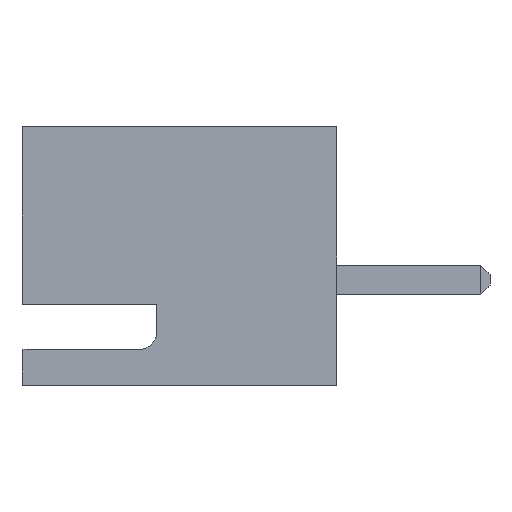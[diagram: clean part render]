
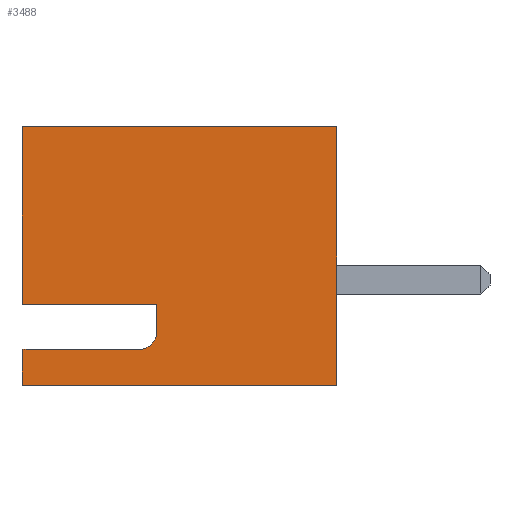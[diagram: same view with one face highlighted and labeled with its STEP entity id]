
A CAD part, left-side view. The second image highlights one B-rep face of the part: STEP entity #3488.
In plain terms, the highlighted planar face has unit normal (-1, 0, 0).
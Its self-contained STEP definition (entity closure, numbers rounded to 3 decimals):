
#118 = VERTEX_POINT ( 'NONE', #1591 ) ;
#188 = CARTESIAN_POINT ( 'NONE',  ( -6.2, 0., -2.875 ) ) ;
#400 = LINE ( 'NONE', #1346, #2336 ) ;
#426 = CARTESIAN_POINT ( 'NONE',  ( -6.2, 7., 2.875 ) ) ;
#436 = LINE ( 'NONE', #3029, #1645 ) ;
#460 = DIRECTION ( 'NONE',  ( -1., 0., 0. ) ) ;
#485 = VECTOR ( 'NONE', #3193, 1000. ) ;
#573 = DIRECTION ( 'NONE',  ( 0., -1., 0. ) ) ;
#682 = CARTESIAN_POINT ( 'NONE',  ( -6.2, 7., 2.875 ) ) ;
#693 = DIRECTION ( 'NONE',  ( 0., 0., 1. ) ) ;
#717 = ORIENTED_EDGE ( 'NONE', *, *, #782, .F. ) ;
#728 = AXIS2_PLACEMENT_3D ( 'NONE', #3168, #895, #3220 ) ;
#772 = VERTEX_POINT ( 'NONE', #1839 ) ;
#782 = EDGE_CURVE ( 'NONE', #118, #1573, #1355, .T. ) ;
#821 = LINE ( 'NONE', #2278, #1874 ) ;
#829 = EDGE_CURVE ( 'NONE', #772, #2285, #1633, .T. ) ;
#895 = DIRECTION ( 'NONE',  ( 1., 0., 0. ) ) ;
#896 = EDGE_LOOP ( 'NONE', ( #1038, #1093, #717, #3030, #1808, #3676, #3602, #3252, #3121 ) ) ;
#909 = VERTEX_POINT ( 'NONE', #426 ) ;
#984 = VERTEX_POINT ( 'NONE', #1944 ) ;
#992 = CIRCLE ( 'NONE', #1177, 0.4 ) ;
#1038 = ORIENTED_EDGE ( 'NONE', *, *, #3277, .F. ) ;
#1093 = ORIENTED_EDGE ( 'NONE', *, *, #3553, .F. ) ;
#1177 = AXIS2_PLACEMENT_3D ( 'NONE', #1909, #460, #2539 ) ;
#1266 = LINE ( 'NONE', #1714, #485 ) ;
#1346 = CARTESIAN_POINT ( 'NONE',  ( -6.2, 7., 2.875 ) ) ;
#1355 = LINE ( 'NONE', #682, #3011 ) ;
#1534 = LINE ( 'NONE', #3518, #2962 ) ;
#1573 = VERTEX_POINT ( 'NONE', #2974 ) ;
#1591 = CARTESIAN_POINT ( 'NONE',  ( -6.2, 7., -2.875 ) ) ;
#1633 = LINE ( 'NONE', #2129, #2077 ) ;
#1645 = VECTOR ( 'NONE', #3815, 1000. ) ;
#1714 = CARTESIAN_POINT ( 'NONE',  ( -6.2, 7., -1.075 ) ) ;
#1808 = ORIENTED_EDGE ( 'NONE', *, *, #3428, .T. ) ;
#1839 = CARTESIAN_POINT ( 'NONE',  ( -6.2, 4., -1.675 ) ) ;
#1846 = VERTEX_POINT ( 'NONE', #188 ) ;
#1850 = DIRECTION ( 'NONE',  ( 0., 0., 1. ) ) ;
#1874 = VECTOR ( 'NONE', #573, 1000. ) ;
#1909 = CARTESIAN_POINT ( 'NONE',  ( -6.2, 4.4, -1.675 ) ) ;
#1944 = CARTESIAN_POINT ( 'NONE',  ( -6.2, 0., 2.875 ) ) ;
#2052 = EDGE_CURVE ( 'NONE', #909, #984, #1534, .T. ) ;
#2077 = VECTOR ( 'NONE', #693, 1000. ) ;
#2111 = CARTESIAN_POINT ( 'NONE',  ( -6.2, 4., -1.075 ) ) ;
#2129 = CARTESIAN_POINT ( 'NONE',  ( -6.2, 4., -1.675 ) ) ;
#2278 = CARTESIAN_POINT ( 'NONE',  ( -6.2, 7., -2.075 ) ) ;
#2283 = CARTESIAN_POINT ( 'NONE',  ( -6.2, 4.4, -2.075 ) ) ;
#2285 = VERTEX_POINT ( 'NONE', #2111 ) ;
#2336 = VECTOR ( 'NONE', #2499, 1000. ) ;
#2499 = DIRECTION ( 'NONE',  ( 0., 0., 1. ) ) ;
#2506 = VERTEX_POINT ( 'NONE', #3696 ) ;
#2539 = DIRECTION ( 'NONE',  ( 0., 0., 1. ) ) ;
#2607 = DIRECTION ( 'NONE',  ( 0., -1., 0. ) ) ;
#2641 = DIRECTION ( 'NONE',  ( 0., -1., 0. ) ) ;
#2673 = EDGE_CURVE ( 'NONE', #118, #1846, #3020, .T. ) ;
#2687 = EDGE_CURVE ( 'NONE', #2285, #2506, #1266, .T. ) ;
#2831 = PLANE ( 'NONE',  #728 ) ;
#2846 = VECTOR ( 'NONE', #2607, 1000. ) ;
#2860 = VERTEX_POINT ( 'NONE', #2283 ) ;
#2883 = CARTESIAN_POINT ( 'NONE',  ( -6.2, 7., -2.875 ) ) ;
#2962 = VECTOR ( 'NONE', #2641, 1000. ) ;
#2974 = CARTESIAN_POINT ( 'NONE',  ( -6.2, 7., -2.075 ) ) ;
#3011 = VECTOR ( 'NONE', #1850, 1000. ) ;
#3020 = LINE ( 'NONE', #2883, #2846 ) ;
#3029 = CARTESIAN_POINT ( 'NONE',  ( -6.2, 0., 2.875 ) ) ;
#3030 = ORIENTED_EDGE ( 'NONE', *, *, #2673, .T. ) ;
#3121 = ORIENTED_EDGE ( 'NONE', *, *, #829, .F. ) ;
#3168 = CARTESIAN_POINT ( 'NONE',  ( -6.2, 7., 2.875 ) ) ;
#3193 = DIRECTION ( 'NONE',  ( 0., 1., 0. ) ) ;
#3220 = DIRECTION ( 'NONE',  ( 0., 0., -1. ) ) ;
#3252 = ORIENTED_EDGE ( 'NONE', *, *, #2687, .F. ) ;
#3277 = EDGE_CURVE ( 'NONE', #2860, #772, #992, .T. ) ;
#3428 = EDGE_CURVE ( 'NONE', #1846, #984, #436, .T. ) ;
#3488 = ADVANCED_FACE ( 'NONE', ( #3692 ), #2831, .F. ) ;
#3518 = CARTESIAN_POINT ( 'NONE',  ( -6.2, 7., 2.875 ) ) ;
#3553 = EDGE_CURVE ( 'NONE', #1573, #2860, #821, .T. ) ;
#3602 = ORIENTED_EDGE ( 'NONE', *, *, #3679, .F. ) ;
#3676 = ORIENTED_EDGE ( 'NONE', *, *, #2052, .F. ) ;
#3679 = EDGE_CURVE ( 'NONE', #2506, #909, #400, .T. ) ;
#3692 = FACE_OUTER_BOUND ( 'NONE', #896, .T. ) ;
#3696 = CARTESIAN_POINT ( 'NONE',  ( -6.2, 7., -1.075 ) ) ;
#3815 = DIRECTION ( 'NONE',  ( 0., 0., 1. ) ) ;
